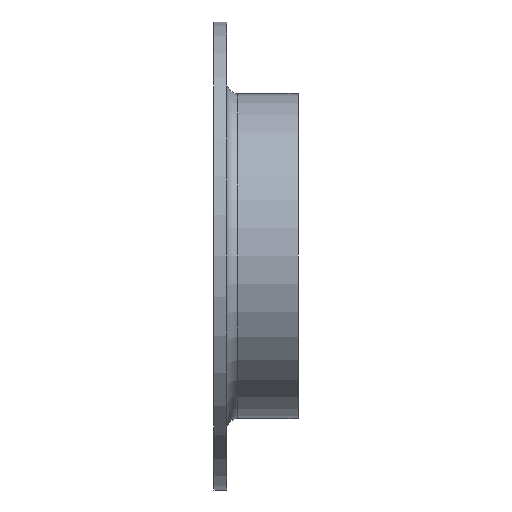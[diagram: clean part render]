
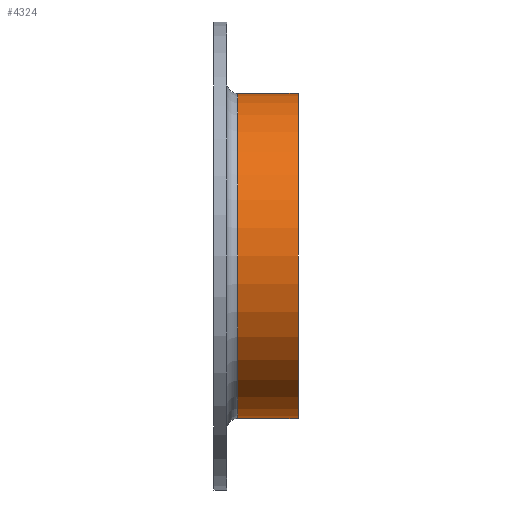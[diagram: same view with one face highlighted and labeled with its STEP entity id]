
A CAD part, front view. The second image highlights one B-rep face of the part: STEP entity #4324.
In plain terms, the highlighted cylindrical face has radius 44.45 mm (diameter 88.9 mm), a full revolution.
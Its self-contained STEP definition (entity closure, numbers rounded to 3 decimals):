
#1810 = AXIS2_PLACEMENT_3D ( 'NONE', #10932, #3361, #13308 ) ;
#2077 = EDGE_CURVE ( 'NONE', #7006, #7006, #8079, .T. ) ;
#2159 = CARTESIAN_POINT ( 'NONE',  ( 23., 0., 0. ) ) ;
#2913 = VERTEX_POINT ( 'NONE', #6660 ) ;
#3221 = DIRECTION ( 'NONE',  ( 0., 0., 1. ) ) ;
#3361 = DIRECTION ( 'NONE',  ( 1., 0., 0. ) ) ;
#4324 = ADVANCED_FACE ( 'NONE', ( #10652, #6880 ), #9570, .T. ) ;
#6660 = CARTESIAN_POINT ( 'NONE',  ( 23., 0., 44.45 ) ) ;
#6880 = FACE_OUTER_BOUND ( 'NONE', #13420, .T. ) ;
#7006 = VERTEX_POINT ( 'NONE', #12113 ) ;
#7372 = DIRECTION ( 'NONE',  ( 0., 0., 1. ) ) ;
#8079 = CIRCLE ( 'NONE', #1810, 44.45 ) ;
#8707 = AXIS2_PLACEMENT_3D ( 'NONE', #2159, #16437, #7372 ) ;
#9570 = CYLINDRICAL_SURFACE ( 'NONE', #12439, 44.45 ) ;
#10314 = CIRCLE ( 'NONE', #8707, 44.45 ) ;
#10509 = ORIENTED_EDGE ( 'NONE', *, *, #13669, .T. ) ;
#10652 = FACE_OUTER_BOUND ( 'NONE', #11393, .T. ) ;
#10745 = ORIENTED_EDGE ( 'NONE', *, *, #2077, .T. ) ;
#10815 = DIRECTION ( 'NONE',  ( -1., 0., 0. ) ) ;
#10932 = CARTESIAN_POINT ( 'NONE',  ( 6.5, 0., 0. ) ) ;
#11393 = EDGE_LOOP ( 'NONE', ( #10745 ) ) ;
#11911 = CARTESIAN_POINT ( 'NONE',  ( 0., 0., 0. ) ) ;
#12113 = CARTESIAN_POINT ( 'NONE',  ( 6.5, 0., 44.45 ) ) ;
#12439 = AXIS2_PLACEMENT_3D ( 'NONE', #11911, #10815, #3221 ) ;
#13308 = DIRECTION ( 'NONE',  ( 0., 0., 1. ) ) ;
#13420 = EDGE_LOOP ( 'NONE', ( #10509 ) ) ;
#13669 = EDGE_CURVE ( 'NONE', #2913, #2913, #10314, .T. ) ;
#16437 = DIRECTION ( 'NONE',  ( -1., 0., 0. ) ) ;
